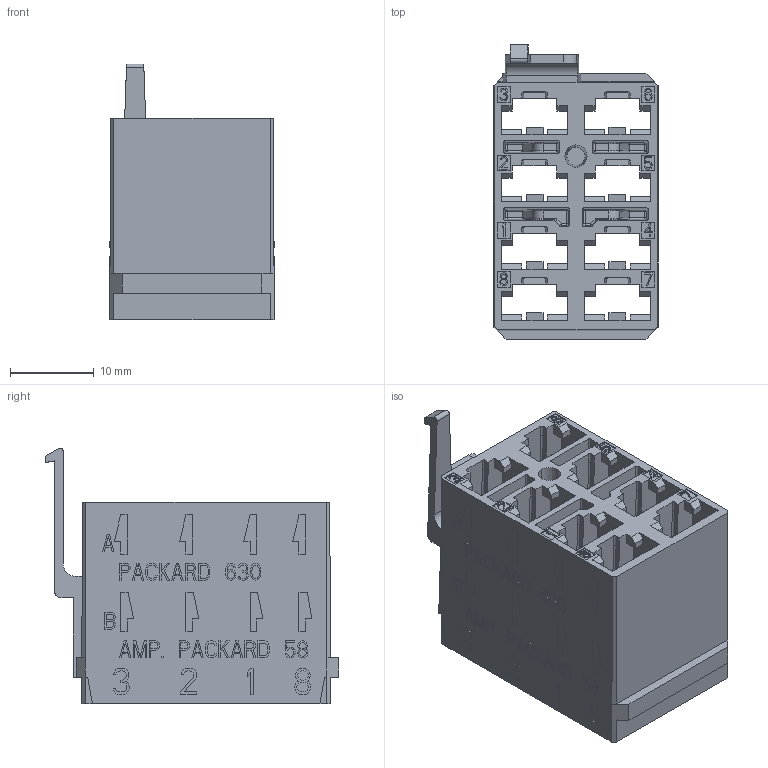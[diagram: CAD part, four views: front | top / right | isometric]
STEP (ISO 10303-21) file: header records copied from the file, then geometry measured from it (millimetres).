
FILE_DESCRIPTION((''),'2;1');
FILE_NAME('999-16716_CONNECTOR','2012-03-05T',('danboyden'),(''),'PRO/ENGINEER BY PARAMETRIC TECHNOLOGY CORPORATION, 2010280','PRO/ENGINEER BY PARAMETRIC TECHNOLOGY CORPORATION, 2010280','');
FILE_SCHEMA(('CONFIG_CONTROL_DESIGN'));
Products named in the file (1): 999-16716_CONNECTOR
Bounding box: 19.68 x 35.13 x 30.58 mm (x, y, z)
Volume: 6419.7 mm3; surface area: 10097.4 mm2
Topology: 1 solids, 1 shells, 2817 faces, 7778 edges, 5114 vertices
Faces by surface type: plane 2611, cylinder 160, sphere 30, bspline 14, cone 2
Entity records: 88554 total; most frequent: CARTESIAN_POINT 16855, ORIENTED_EDGE 15556, DIRECTION 13414, EDGE_CURVE 7778, VECTOR 7432, LINE 7432, VERTEX_POINT 5114, AXIS2_PLACEMENT_3D 2991
